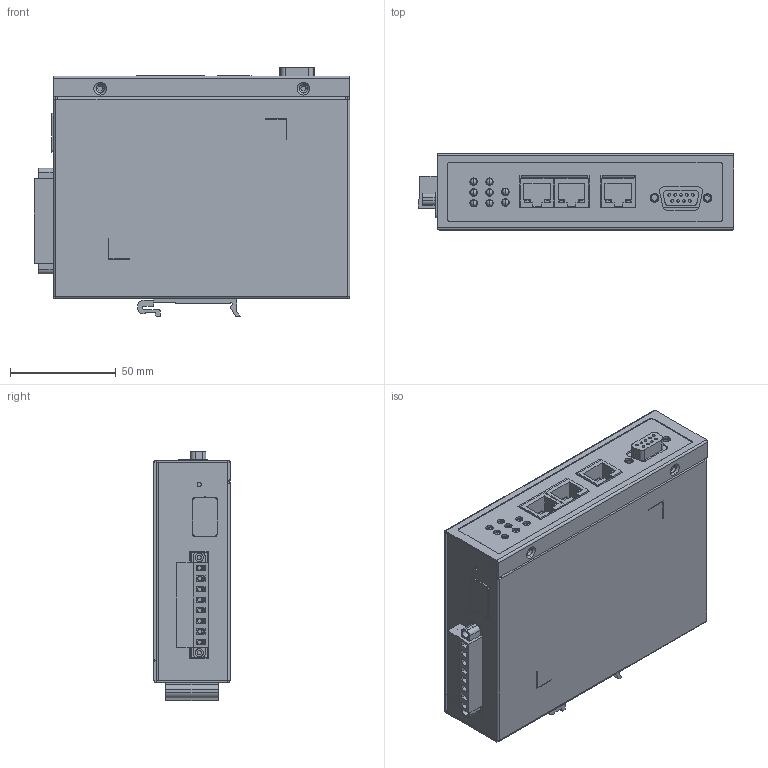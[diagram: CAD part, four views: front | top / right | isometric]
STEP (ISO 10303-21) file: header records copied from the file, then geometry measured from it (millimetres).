
FILE_DESCRIPTION((''),'2;1');
FILE_NAME('MGATE_5103_ASM','2017-11-29T',('SherryCY_Sun'),('PTC'),'PRO/ENGINEER BY PARAMETRIC TECHNOLOGY CORPORATION, 2013230','PRO/ENGINEER BY PARAMETRIC TECHNOLOGY CORPORATION, 2013230','');
FILE_SCHEMA(('AUTOMOTIVE_DESIGN { 1 0 10303 214 1 1 1 1 }'));
Length unit declared in the file: millimetre
Products named in the file (24): MGATE_5101-PBM-MN_PCB_1_1; 1111_TBM_SCREW_7P_1_1; 1109000040700_TACKSW_1_1; 1111-TBFM-7P-SCREW_1_1; 1126004090100_DB9_FM90D_1_1; LED_2X1_G-R_DIP90D_1_1; 1126005081400_RJ45_E5J88_8P8C_1; 1106_LED_G-R_DIP90D2X1_1_1; MICRO_SD_CONN_1_1; MGATE_5101-PBM-MN_PCB_ASM_1_ASM_ASM; MANIFOLD_SOLID_BREP_32247_1; MANIFOLD_SOLID_BREP_32504_1; MANIFOLD_SOLID_BREP_32761_1; MANIFOLD_SOLID_BREP_33018_1; MANIFOLD_SOLID_BREP_33275_1; MANIFOLD_SOLID_BREP_34110_1; MANIFOLD_SOLID_BREP_34682_1; MGATE_5101-PBM-MN_BOT_1_ASM_1_ASM; MGATE_5101-PBM-MN_TOP_1_1; DIN_RAIL-KIT-FOR-EDS-200_1_1; RUBBER_1_1; MGATE_5102-PBM-MN_ASM_1_ASM_1_ASM; MGATE_5102-PBM-MN_ASM_ASM_1_ASM; MGATE_5103_ASM
Assembly tree (26 placements, depth 5):
  MGATE_5103_ASM
    MGATE_5102-PBM-MN_ASM_ASM_1_ASM
      MGATE_5102-PBM-MN_ASM_1_ASM_1_ASM
        MGATE_5101-PBM-MN_PCB_ASM_1_ASM_ASM
          MGATE_5101-PBM-MN_PCB_1_1
          1111_TBM_SCREW_7P_1_1
          1109000040700_TACKSW_1_1
          1111-TBFM-7P-SCREW_1_1
          1126004090100_DB9_FM90D_1_1
          LED_2X1_G-R_DIP90D_1_1  x2
          1126005081400_RJ45_E5J88_8P8C_1  x3
          1106_LED_G-R_DIP90D2X1_1_1
          MICRO_SD_CONN_1_1
        MGATE_5101-PBM-MN_BOT_1_ASM_1_ASM
          MANIFOLD_SOLID_BREP_32247_1
          MANIFOLD_SOLID_BREP_32504_1
          MANIFOLD_SOLID_BREP_32761_1
          MANIFOLD_SOLID_BREP_33018_1
          MANIFOLD_SOLID_BREP_33275_1
          MANIFOLD_SOLID_BREP_34110_1
          MANIFOLD_SOLID_BREP_34682_1
        MGATE_5101-PBM-MN_TOP_1_1
        DIN_RAIL-KIT-FOR-EDS-200_1_1
        RUBBER_1_1
Bounding box: 149.25 x 36 x 118.14 mm (x, y, z)
Volume: 97253.9 mm3; surface area: 149656.5 mm2
Topology: 22 solids, 22 shells, 1531 faces, 3635 edges, 2310 vertices
Faces by surface type: plane 892, cylinder 546, torus 58, bspline 16, cone 14, sphere 4, extrusion 1
Entity records: 47281 total; most frequent: DIRECTION 6785, CARTESIAN_POINT 6692, ORIENTED_EDGE 5958, EDGE_CURVE 2979, PRESENTATION_STYLE_ASSIGNMENT 2502, AXIS2_PLACEMENT_3D 2499, STYLED_ITEM 2434, CURVE_STYLE 2418
